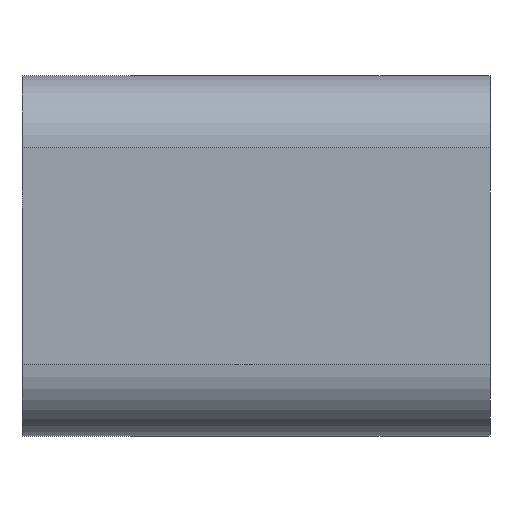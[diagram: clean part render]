
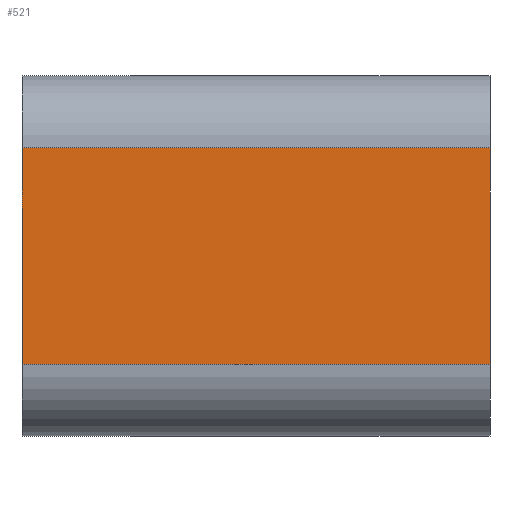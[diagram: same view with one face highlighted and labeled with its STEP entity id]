
A CAD part, front view. The second image highlights one B-rep face of the part: STEP entity #521.
In plain terms, the highlighted planar face has unit normal (0, -1, 0).
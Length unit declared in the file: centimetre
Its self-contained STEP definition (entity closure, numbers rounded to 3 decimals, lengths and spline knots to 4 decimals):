
#42=PLANE($,#565);
#67=FACE_OUTER_BOUND($,#100,.T.);
#100=EDGE_LOOP($,(#456,#457,#458,#459));
#167=LINE($,#834,#223);
#172=LINE($,#849,#228);
#173=LINE($,#852,#229);
#174=LINE($,#853,#230);
#223=VECTOR($,#681,0.6);
#228=VECTOR($,#698,1.3);
#229=VECTOR($,#701,1.3);
#230=VECTOR($,#702,0.6);
#273=VERTEX_POINT($,#831);
#274=VERTEX_POINT($,#833);
#277=VERTEX_POINT($,#845);
#279=VERTEX_POINT($,#851);
#337=EDGE_CURVE($,#273,#274,#167,.T.);
#345=EDGE_CURVE($,#274,#277,#172,.T.);
#346=EDGE_CURVE($,#279,#273,#173,.T.);
#347=EDGE_CURVE($,#279,#277,#174,.F.);
#456=ORIENTED_EDGE($,*,*,#345,.F.);
#457=ORIENTED_EDGE($,*,*,#337,.F.);
#458=ORIENTED_EDGE($,*,*,#346,.F.);
#459=ORIENTED_EDGE($,*,*,#347,.T.);
#521=ADVANCED_FACE($,(#67),#42,.F.);
#565=AXIS2_PLACEMENT_3D($,#850,#699,#700);
#681=DIRECTION($,(0.,0.,-1.));
#698=DIRECTION($,(-1.,0.,0.));
#699=DIRECTION('center_axis',(0.,1.,0.));
#700=DIRECTION('ref_axis',(0.,0.,1.));
#701=DIRECTION($,(1.,0.,0.));
#702=DIRECTION($,(0.,0.,1.));
#831=CARTESIAN_POINT('',(-6.4222,3.4267,0.7999));
#833=CARTESIAN_POINT('',(-6.4222,3.4267,0.1999));
#834=CARTESIAN_POINT($,(-6.4222,3.4267,0.4999));
#845=CARTESIAN_POINT('',(-7.7222,3.4267,0.1999));
#849=CARTESIAN_POINT($,(-7.1722,3.4267,0.1999));
#850=CARTESIAN_POINT('Origin',(-7.1722,3.4267,0.4999));
#851=CARTESIAN_POINT('',(-7.7222,3.4267,0.7999));
#852=CARTESIAN_POINT($,(-7.1722,3.4267,0.7999));
#853=CARTESIAN_POINT($,(-7.7222,3.4267,0.4999));
